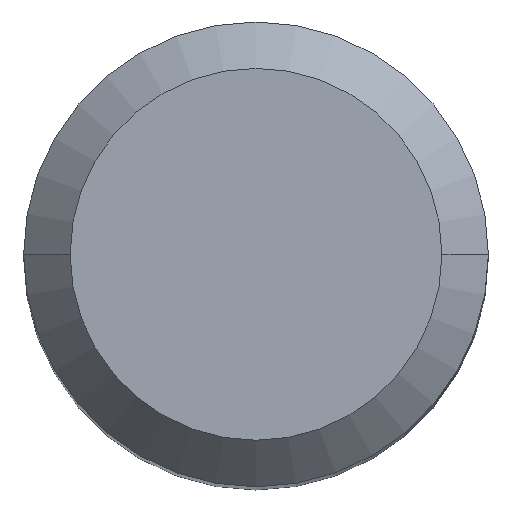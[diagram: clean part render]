
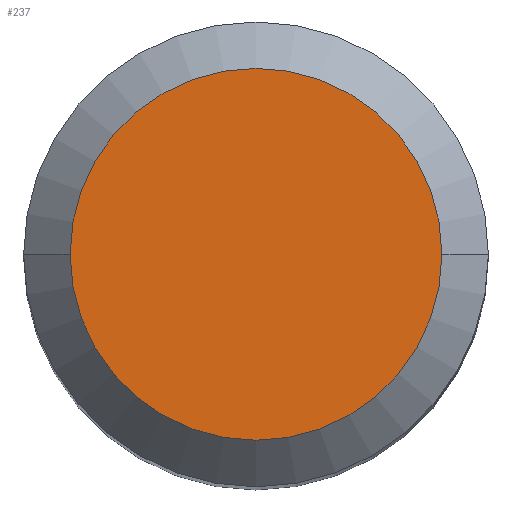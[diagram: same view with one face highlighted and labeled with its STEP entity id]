
A CAD part, top view. The second image highlights one B-rep face of the part: STEP entity #237.
In plain terms, the highlighted planar face has unit normal (0, 0, 1).
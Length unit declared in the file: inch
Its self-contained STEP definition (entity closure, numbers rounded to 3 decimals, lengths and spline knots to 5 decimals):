
#15 = DIRECTION ( 'NONE',  ( 0., 0., 1. ) ) ;
#55 = AXIS2_PLACEMENT_3D ( 'NONE', #111, #336, #149 ) ;
#59 = ORIENTED_EDGE ( 'NONE', *, *, #443, .T. ) ;
#67 = AXIS2_PLACEMENT_3D ( 'NONE', #353, #15, #280 ) ;
#77 = CIRCLE ( 'NONE', #78, 0.15748 ) ;
#78 = AXIS2_PLACEMENT_3D ( 'NONE', #466, #434, #148 ) ;
#83 = EDGE_LOOP ( 'NONE', ( #268, #59 ) ) ;
#100 = VERTEX_POINT ( 'NONE', #101 ) ;
#101 = CARTESIAN_POINT ( 'NONE',  ( 0.15748, 0., 0. ) ) ;
#111 = CARTESIAN_POINT ( 'NONE',  ( 0., 0., 0. ) ) ;
#131 = CARTESIAN_POINT ( 'NONE',  ( -0.15748, 0., 0. ) ) ;
#148 = DIRECTION ( 'NONE',  ( 1., 0., 0. ) ) ;
#149 = DIRECTION ( 'NONE',  ( -1., 0., 0. ) ) ;
#190 = PLANE ( 'NONE',  #55 ) ;
#206 = EDGE_CURVE ( 'NONE', #318, #100, #77, .T. ) ;
#237 = ADVANCED_FACE ( 'NONE', ( #453 ), #190, .F. ) ;
#268 = ORIENTED_EDGE ( 'NONE', *, *, #206, .T. ) ;
#280 = DIRECTION ( 'NONE',  ( 1., 0., 0. ) ) ;
#318 = VERTEX_POINT ( 'NONE', #131 ) ;
#336 = DIRECTION ( 'NONE',  ( 0., 0., -1. ) ) ;
#353 = CARTESIAN_POINT ( 'NONE',  ( 0., 0., 0. ) ) ;
#415 = CIRCLE ( 'NONE', #67, 0.15748 ) ;
#434 = DIRECTION ( 'NONE',  ( 0., 0., 1. ) ) ;
#443 = EDGE_CURVE ( 'NONE', #100, #318, #415, .T. ) ;
#453 = FACE_OUTER_BOUND ( 'NONE', #83, .T. ) ;
#466 = CARTESIAN_POINT ( 'NONE',  ( 0., 0., 0. ) ) ;
